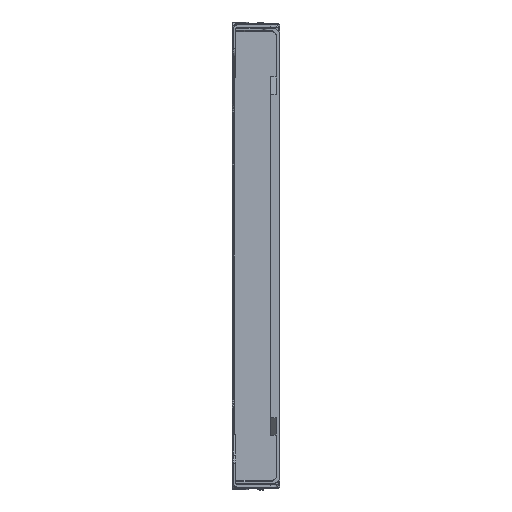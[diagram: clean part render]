
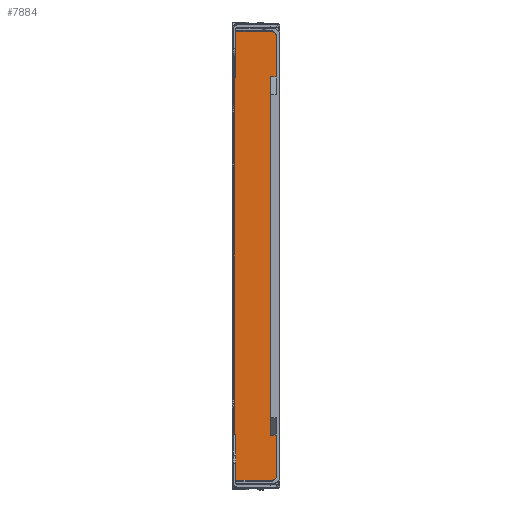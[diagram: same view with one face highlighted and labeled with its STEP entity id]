
A CAD part, left-side view. The second image highlights one B-rep face of the part: STEP entity #7884.
In plain terms, the highlighted planar face has unit normal (-1, 0, 0).
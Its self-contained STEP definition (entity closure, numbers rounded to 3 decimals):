
#209 = ORIENTED_EDGE ( 'NONE', *, *, #16189, .T. ) ;
#1811 = VECTOR ( 'NONE', #6916, 1000. ) ;
#2417 = VECTOR ( 'NONE', #18038, 1000. ) ;
#2442 = VERTEX_POINT ( 'NONE', #29040 ) ;
#2513 = DIRECTION ( 'NONE',  ( 0., -1., 0. ) ) ;
#3030 = LINE ( 'NONE', #12677, #10061 ) ;
#3226 = LINE ( 'NONE', #25788, #30440 ) ;
#3505 = ORIENTED_EDGE ( 'NONE', *, *, #10087, .T. ) ;
#3568 = CARTESIAN_POINT ( 'NONE',  ( 1., -1.25, -1.5 ) ) ;
#3709 = CARTESIAN_POINT ( 'NONE',  ( 1., -1.25, -11.7 ) ) ;
#3828 = CIRCLE ( 'NONE', #16164, 0.1 ) ;
#4160 = LINE ( 'NONE', #17313, #10349 ) ;
#4447 = CARTESIAN_POINT ( 'NONE',  ( 1., -1.15, -12.875 ) ) ;
#4454 = ORIENTED_EDGE ( 'NONE', *, *, #21831, .F. ) ;
#4498 = DIRECTION ( 'NONE',  ( 0., 0., 1. ) ) ;
#4644 = LINE ( 'NONE', #15181, #5450 ) ;
#5259 = EDGE_CURVE ( 'NONE', #11467, #8180, #4644, .T. ) ;
#5450 = VECTOR ( 'NONE', #2513, 1000. ) ;
#5949 = ORIENTED_EDGE ( 'NONE', *, *, #29099, .T. ) ;
#6346 = CARTESIAN_POINT ( 'NONE',  ( 1., -0.05, -11.7 ) ) ;
#6645 = CARTESIAN_POINT ( 'NONE',  ( 1., -0.05, -11. ) ) ;
#6859 = VERTEX_POINT ( 'NONE', #26254 ) ;
#6916 = DIRECTION ( 'NONE',  ( 0., 0., -1. ) ) ;
#7097 = DIRECTION ( 'NONE',  ( 0., 0., 1. ) ) ;
#7350 = VECTOR ( 'NONE', #4498, 1000. ) ;
#7568 = ORIENTED_EDGE ( 'NONE', *, *, #21860, .T. ) ;
#7884 = ADVANCED_FACE ( 'NONE', ( #28036 ), #25090, .T. ) ;
#8174 = CARTESIAN_POINT ( 'NONE',  ( 1., -1.09, -1.5 ) ) ;
#8180 = VERTEX_POINT ( 'NONE', #31867 ) ;
#8230 = CARTESIAN_POINT ( 'NONE',  ( 1., -0.1, -1.532 ) ) ;
#8774 = VERTEX_POINT ( 'NONE', #8174 ) ;
#9255 = ORIENTED_EDGE ( 'NONE', *, *, #18491, .T. ) ;
#9405 = DIRECTION ( 'NONE',  ( 0., 1., 0. ) ) ;
#9700 = VECTOR ( 'NONE', #28790, 1000. ) ;
#10061 = VECTOR ( 'NONE', #28454, 1000. ) ;
#10087 = EDGE_CURVE ( 'NONE', #25710, #25548, #16716, .T. ) ;
#10349 = VECTOR ( 'NONE', #30589, 1000. ) ;
#10582 = VECTOR ( 'NONE', #16696, 1000. ) ;
#10609 = ORIENTED_EDGE ( 'NONE', *, *, #22986, .T. ) ;
#11467 = VERTEX_POINT ( 'NONE', #16742 ) ;
#11657 = DIRECTION ( 'NONE',  ( 0., 1., 0. ) ) ;
#11957 = DIRECTION ( 'NONE',  ( 0., 0., 1. ) ) ;
#12048 = VERTEX_POINT ( 'NONE', #3709 ) ;
#12677 = CARTESIAN_POINT ( 'NONE',  ( 1., -1.25, -11. ) ) ;
#12820 = ORIENTED_EDGE ( 'NONE', *, *, #28613, .T. ) ;
#14540 = CARTESIAN_POINT ( 'NONE',  ( 1., -1.15, -0.325 ) ) ;
#15181 = CARTESIAN_POINT ( 'NONE',  ( 1., -0.05, -11.668 ) ) ;
#15374 = ORIENTED_EDGE ( 'NONE', *, *, #17028, .T. ) ;
#16164 = AXIS2_PLACEMENT_3D ( 'NONE', #4447, #22878, #7097 ) ;
#16189 = EDGE_CURVE ( 'NONE', #12048, #18110, #24110, .T. ) ;
#16696 = DIRECTION ( 'NONE',  ( 0., 0., 1. ) ) ;
#16716 = CIRCLE ( 'NONE', #28716, 0.1 ) ;
#16742 = CARTESIAN_POINT ( 'NONE',  ( 1., -0.05, -11.668 ) ) ;
#17028 = EDGE_CURVE ( 'NONE', #18958, #26669, #21976, .T. ) ;
#17076 = VECTOR ( 'NONE', #11657, 1000. ) ;
#17156 = DIRECTION ( 'NONE',  ( 0., 0., -1. ) ) ;
#17313 = CARTESIAN_POINT ( 'NONE',  ( 1., -0.1, -12.65 ) ) ;
#17387 = CARTESIAN_POINT ( 'NONE',  ( 1., -0.1, -11. ) ) ;
#18038 = DIRECTION ( 'NONE',  ( 0., -1., 0. ) ) ;
#18041 = LINE ( 'NONE', #24594, #31250 ) ;
#18083 = LINE ( 'NONE', #31192, #2417 ) ;
#18110 = VERTEX_POINT ( 'NONE', #20981 ) ;
#18491 = EDGE_CURVE ( 'NONE', #29621, #12048, #3030, .T. ) ;
#18511 = ORIENTED_EDGE ( 'NONE', *, *, #19003, .T. ) ;
#18768 = LINE ( 'NONE', #30493, #31971 ) ;
#18958 = VERTEX_POINT ( 'NONE', #22637 ) ;
#19003 = EDGE_CURVE ( 'NONE', #2442, #29621, #3828, .T. ) ;
#19015 = CARTESIAN_POINT ( 'NONE',  ( 1., -1.25, -12.875 ) ) ;
#19719 = EDGE_LOOP ( 'NONE', ( #28796, #25083, #7568, #18511, #9255, #209, #10609, #5949, #12820, #3505, #25072, #15374, #31727, #4454 ) ) ;
#20000 = VERTEX_POINT ( 'NONE', #27889 ) ;
#20279 = CARTESIAN_POINT ( 'NONE',  ( 1., -1.25, -11. ) ) ;
#20857 = CARTESIAN_POINT ( 'NONE',  ( 1., -0.05, -1.532 ) ) ;
#20981 = CARTESIAN_POINT ( 'NONE',  ( 1., -1.09, -11.7 ) ) ;
#21122 = CARTESIAN_POINT ( 'NONE',  ( 1., -1.15, -0.225 ) ) ;
#21831 = EDGE_CURVE ( 'NONE', #11467, #6859, #3226, .T. ) ;
#21860 = EDGE_CURVE ( 'NONE', #20000, #2442, #18083, .T. ) ;
#21976 = LINE ( 'NONE', #17387, #1811 ) ;
#22637 = CARTESIAN_POINT ( 'NONE',  ( 1., -0.1, -0.225 ) ) ;
#22878 = DIRECTION ( 'NONE',  ( -1., 0., 0. ) ) ;
#22986 = EDGE_CURVE ( 'NONE', #18110, #8774, #31623, .T. ) ;
#23706 = EDGE_CURVE ( 'NONE', #25548, #18958, #18768, .T. ) ;
#23718 = LINE ( 'NONE', #20857, #9700 ) ;
#24110 = LINE ( 'NONE', #6346, #17076 ) ;
#24550 = CARTESIAN_POINT ( 'NONE',  ( 1., -1.25, -0.325 ) ) ;
#24594 = CARTESIAN_POINT ( 'NONE',  ( 1., -0.05, -1.5 ) ) ;
#24822 = EDGE_CURVE ( 'NONE', #26669, #6859, #23718, .T. ) ;
#25072 = ORIENTED_EDGE ( 'NONE', *, *, #23706, .T. ) ;
#25083 = ORIENTED_EDGE ( 'NONE', *, *, #32451, .F. ) ;
#25090 = PLANE ( 'NONE',  #29760 ) ;
#25548 = VERTEX_POINT ( 'NONE', #21122 ) ;
#25710 = VERTEX_POINT ( 'NONE', #24550 ) ;
#25788 = CARTESIAN_POINT ( 'NONE',  ( 1., -0.05, -0.225 ) ) ;
#26254 = CARTESIAN_POINT ( 'NONE',  ( 1., -0.05, -1.532 ) ) ;
#26669 = VERTEX_POINT ( 'NONE', #8230 ) ;
#26718 = LINE ( 'NONE', #20279, #7350 ) ;
#27249 = DIRECTION ( 'NONE',  ( 0., -1., 0. ) ) ;
#27745 = DIRECTION ( 'NONE',  ( -1., 0., 0. ) ) ;
#27889 = CARTESIAN_POINT ( 'NONE',  ( 1., -0.1, -12.975 ) ) ;
#28036 = FACE_OUTER_BOUND ( 'NONE', #19719, .T. ) ;
#28454 = DIRECTION ( 'NONE',  ( 0., 0., 1. ) ) ;
#28613 = EDGE_CURVE ( 'NONE', #31305, #25710, #26718, .T. ) ;
#28716 = AXIS2_PLACEMENT_3D ( 'NONE', #14540, #32965, #17156 ) ;
#28790 = DIRECTION ( 'NONE',  ( 0., 1., 0. ) ) ;
#28796 = ORIENTED_EDGE ( 'NONE', *, *, #5259, .T. ) ;
#29040 = CARTESIAN_POINT ( 'NONE',  ( 1., -1.15, -12.975 ) ) ;
#29099 = EDGE_CURVE ( 'NONE', #8774, #31305, #18041, .T. ) ;
#29621 = VERTEX_POINT ( 'NONE', #19015 ) ;
#29760 = AXIS2_PLACEMENT_3D ( 'NONE', #6645, #27745, #11957 ) ;
#29834 = CARTESIAN_POINT ( 'NONE',  ( 1., -1.09, -11. ) ) ;
#30440 = VECTOR ( 'NONE', #33726, 1000. ) ;
#30493 = CARTESIAN_POINT ( 'NONE',  ( 1., -14.175, -0.225 ) ) ;
#30589 = DIRECTION ( 'NONE',  ( 0., 0., 1. ) ) ;
#31192 = CARTESIAN_POINT ( 'NONE',  ( 1., -0.05, -12.975 ) ) ;
#31250 = VECTOR ( 'NONE', #27249, 1000. ) ;
#31305 = VERTEX_POINT ( 'NONE', #3568 ) ;
#31623 = LINE ( 'NONE', #29834, #10582 ) ;
#31727 = ORIENTED_EDGE ( 'NONE', *, *, #24822, .T. ) ;
#31867 = CARTESIAN_POINT ( 'NONE',  ( 1., -0.1, -11.668 ) ) ;
#31971 = VECTOR ( 'NONE', #9405, 1000. ) ;
#32451 = EDGE_CURVE ( 'NONE', #20000, #8180, #4160, .T. ) ;
#32965 = DIRECTION ( 'NONE',  ( -1., 0., 0. ) ) ;
#33726 = DIRECTION ( 'NONE',  ( 0., 0., 1. ) ) ;
